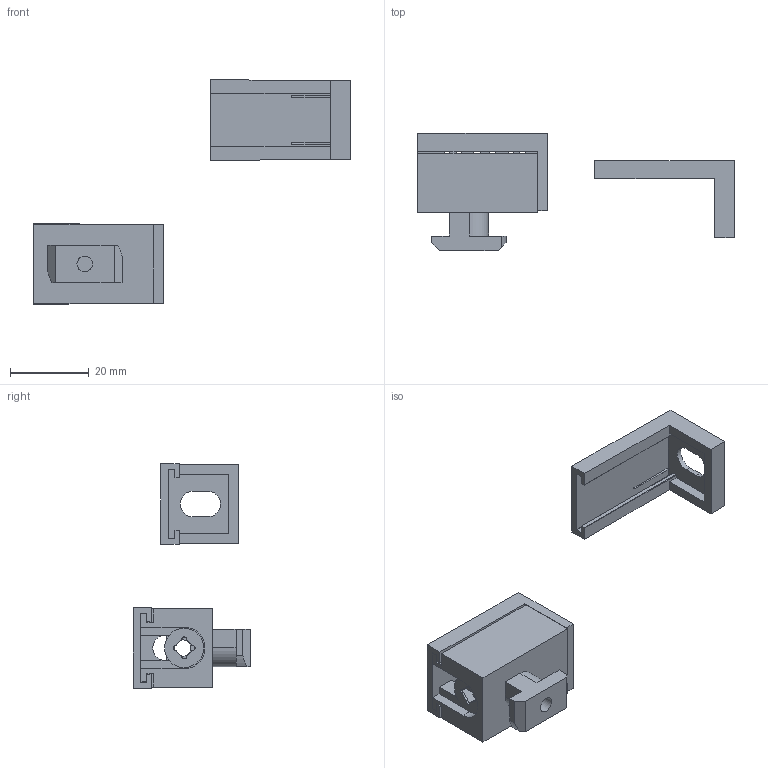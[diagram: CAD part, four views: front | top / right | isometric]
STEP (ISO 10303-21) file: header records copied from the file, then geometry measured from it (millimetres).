
FILE_DESCRIPTION(('FreeCAD Model'),'2;1');
FILE_NAME('Open CASCADE Shape Model','2024-03-19T16:57:13',(''),(''), 'Open CASCADE STEP processor 7.6','FreeCAD','Unknown');
FILE_SCHEMA(('AUTOMOTIVE_DESIGN { 1 0 10303 214 1 1 1 1 }'));
Length unit declared in the file: millimetre
Products named in the file (6): STB10-VARIO10; _094513M5CS1; _094513M5CS4; _094513M5CS5; _094513M5CS2; _094513M5CS3
Assembly tree (5 placements, depth 2):
  STB10-VARIO10
    _094513M5CS1
    _094513M5CS4
    _094513M5CS5
    _094513M5CS2
    _094513M5CS3
Bounding box: 80.5 x 29.8 x 57.1 mm (x, y, z)
Volume: 12654.2 mm3; surface area: 12336 mm2
Topology: 5 solids, 5 shells, 225 faces, 665 edges, 427 vertices
Faces by surface type: plane 166, cylinder 50, bspline 5, cone 4
Full cylindrical faces by diameter (mm): 4 x1, 4.2 x1, 10 x1
Entity records: 17125 total; most frequent: CARTESIAN_POINT 3663, DIRECTION 2508, LINE 1718, VECTOR 1718, ORIENTED_EDGE 1330, PCURVE 1330, DEFINITIONAL_REPRESENTATION 1330, EDGE_CURVE 665
